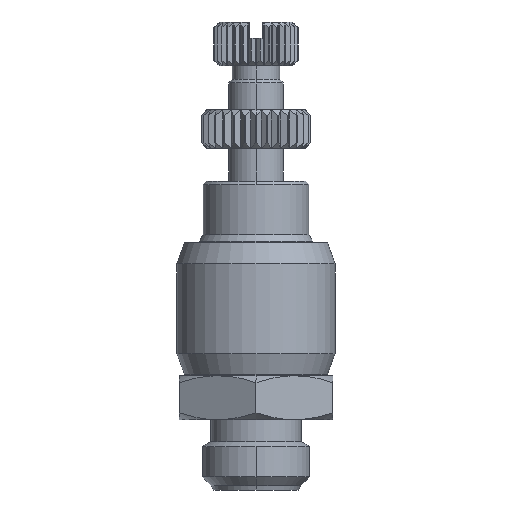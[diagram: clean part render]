
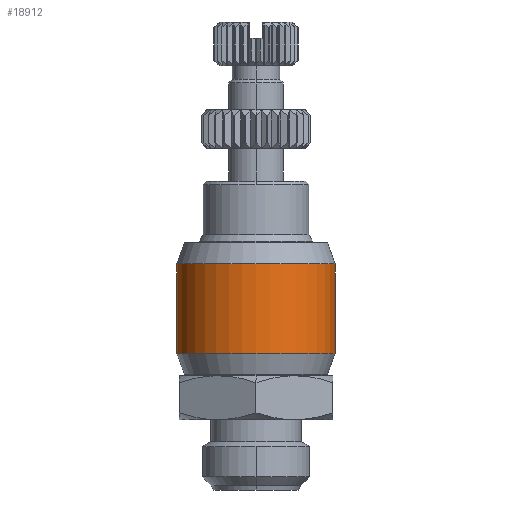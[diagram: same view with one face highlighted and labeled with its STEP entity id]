
A CAD part, left-side view. The second image highlights one B-rep face of the part: STEP entity #18912.
In plain terms, the highlighted cylindrical face has radius 7.2 mm (diameter 14.4 mm), a partial arc.
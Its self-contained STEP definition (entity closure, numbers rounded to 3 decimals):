
#208 = VERTEX_POINT ( 'NONE', #11032 ) ;
#499 = VERTEX_POINT ( 'NONE', #8809 ) ;
#841 = DIRECTION ( 'NONE',  ( 0., 0., 1. ) ) ;
#849 = LINE ( 'NONE', #23132, #22896 ) ;
#1364 = VECTOR ( 'NONE', #9461, 1000. ) ;
#3874 = CIRCLE ( 'NONE', #22550, 7.2 ) ;
#4234 = AXIS2_PLACEMENT_3D ( 'NONE', #22434, #10486, #24431 ) ;
#4534 = DIRECTION ( 'NONE',  ( 0., -1., 0. ) ) ;
#5016 = DIRECTION ( 'NONE',  ( 0., -1., 0. ) ) ;
#5106 = CARTESIAN_POINT ( 'NONE',  ( -1.7, 0., -0.2 ) ) ;
#5974 = LINE ( 'NONE', #23124, #1364 ) ;
#6432 = CARTESIAN_POINT ( 'NONE',  ( -1.7, 0., -4.277 ) ) ;
#6925 = ORIENTED_EDGE ( 'NONE', *, *, #22365, .T. ) ;
#8809 = CARTESIAN_POINT ( 'NONE',  ( -1.7, 7.2, 3.877 ) ) ;
#9461 = DIRECTION ( 'NONE',  ( 0., 0., 1. ) ) ;
#10486 = DIRECTION ( 'NONE',  ( 0., 0., -1. ) ) ;
#11032 = CARTESIAN_POINT ( 'NONE',  ( -1.7, -7.2, -4.277 ) ) ;
#11904 = EDGE_LOOP ( 'NONE', ( #6925, #17950, #21005, #19530 ) ) ;
#14017 = VERTEX_POINT ( 'NONE', #20540 ) ;
#14189 = VERTEX_POINT ( 'NONE', #19497 ) ;
#16462 = FACE_OUTER_BOUND ( 'NONE', #11904, .T. ) ;
#17031 = AXIS2_PLACEMENT_3D ( 'NONE', #5106, #18981, #5016 ) ;
#17056 = EDGE_CURVE ( 'NONE', #14017, #499, #5974, .T. ) ;
#17950 = ORIENTED_EDGE ( 'NONE', *, *, #17056, .T. ) ;
#18469 = EDGE_CURVE ( 'NONE', #499, #14189, #19311, .T. ) ;
#18846 = DIRECTION ( 'NONE',  ( 0., 0., 1. ) ) ;
#18912 = ADVANCED_FACE ( 'NONE', ( #16462 ), #21475, .T. ) ;
#18981 = DIRECTION ( 'NONE',  ( 0., 0., 1. ) ) ;
#19311 = CIRCLE ( 'NONE', #4234, 7.2 ) ;
#19497 = CARTESIAN_POINT ( 'NONE',  ( -1.7, -7.2, 3.877 ) ) ;
#19530 = ORIENTED_EDGE ( 'NONE', *, *, #21183, .F. ) ;
#20540 = CARTESIAN_POINT ( 'NONE',  ( -1.7, 7.2, -4.277 ) ) ;
#21005 = ORIENTED_EDGE ( 'NONE', *, *, #18469, .T. ) ;
#21183 = EDGE_CURVE ( 'NONE', #208, #14189, #849, .T. ) ;
#21475 = CYLINDRICAL_SURFACE ( 'NONE', #17031, 7.2 ) ;
#22365 = EDGE_CURVE ( 'NONE', #208, #14017, #3874, .T. ) ;
#22434 = CARTESIAN_POINT ( 'NONE',  ( -1.7, 0., 3.877 ) ) ;
#22550 = AXIS2_PLACEMENT_3D ( 'NONE', #6432, #841, #4534 ) ;
#22896 = VECTOR ( 'NONE', #18846, 1000. ) ;
#23124 = CARTESIAN_POINT ( 'NONE',  ( -1.7, 7.2, -0.2 ) ) ;
#23132 = CARTESIAN_POINT ( 'NONE',  ( -1.7, -7.2, -0.2 ) ) ;
#24431 = DIRECTION ( 'NONE',  ( 0., -1., 0. ) ) ;
